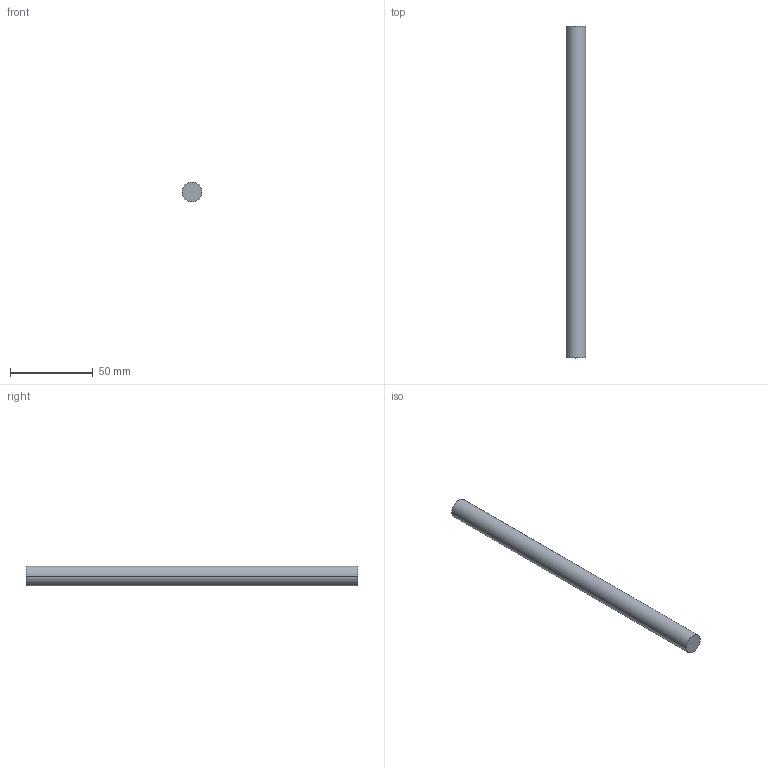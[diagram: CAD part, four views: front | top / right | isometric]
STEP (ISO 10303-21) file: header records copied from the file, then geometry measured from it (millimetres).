
FILE_DESCRIPTION(('STEP AP214'),'1');
FILE_NAME('cctmp_B7A15ABA-479E-4F99-B007-CD506197796A_2020_08_20_09_14_49_0408..stp','2020-08-20T07:14:49',('igus GmbH'),('CADClick - www.CADClick.com'),'Spatial InterOp 3D',' ','unknown authorization');
FILE_SCHEMA(('AUTOMOTIVE_DESIGN'));
Length unit declared in the file: millimetre
Products named in the file (1): 2020_08_20_09_14_49_0392
Bounding box: 12 x 200 x 12 mm (x, y, z)
Volume: 22619.5 mm3; surface area: 7766 mm2
Topology: 1 solids, 1 shells, 4 faces, 6 edges, 4 vertices
Faces by surface type: cylinder 2, plane 2
Entity records: 150 total; most frequent: DIRECTION 20, CARTESIAN_POINT 15, ORIENTED_EDGE 12, AXIS2_PLACEMENT_3D 9, EDGE_CURVE 6, STYLED_ITEM 5, PRESENTATION_STYLE_ASSIGNMENT 5, SURFACE_STYLE_USAGE 5
